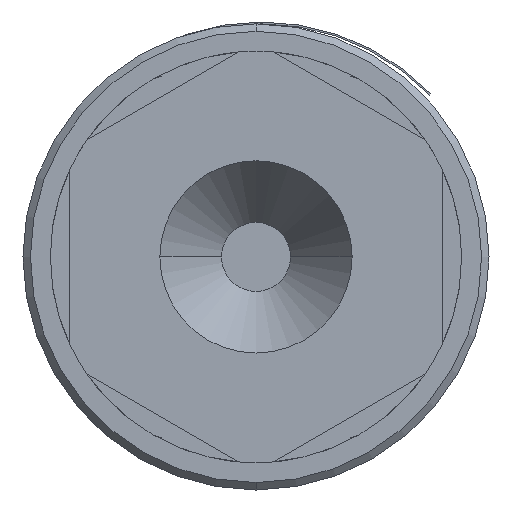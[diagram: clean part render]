
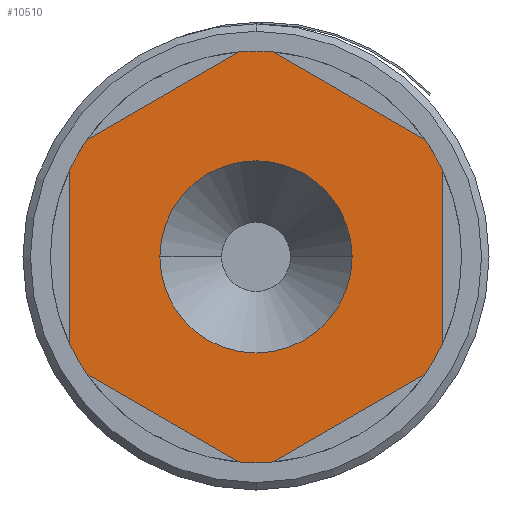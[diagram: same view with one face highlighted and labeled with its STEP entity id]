
A CAD part, front view. The second image highlights one B-rep face of the part: STEP entity #10510.
In plain terms, the highlighted free-form (B-spline) face has degree [1, 1] with [2, 2] control points.
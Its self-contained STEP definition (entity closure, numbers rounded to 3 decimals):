
#5743=CARTESIAN_POINT('',(0.,0.,0.));
#5744=DIRECTION('',(0.,0.,1.));
#5745=DIRECTION('',(-0.821,0.571,0.));
#5746=AXIS2_PLACEMENT_3D('',#5743,#5744,#5745);
#5751=DIRECTION('',(-0.866,-0.5,0.));
#5752=VECTOR('',#5751,11.93);
#5753=CARTESIAN_POINT('',(-1.171,13.959,0.));
#5754=LINE('',#5753,#5752);
#5758=CARTESIAN_POINT('',(0.,0.,0.));
#5759=DIRECTION('',(0.,0.,1.));
#5760=DIRECTION('',(0.,1.,0.));
#5761=AXIS2_PLACEMENT_3D('',#5758,#5759,#5760);
#5766=CARTESIAN_POINT('',(0.,0.,0.));
#5767=DIRECTION('',(0.,0.,1.));
#5768=DIRECTION('',(0.084,0.996,0.));
#5769=AXIS2_PLACEMENT_3D('',#5766,#5767,#5768);
#5774=DIRECTION('',(-0.866,0.5,0.));
#5775=VECTOR('',#5774,11.93);
#5776=CARTESIAN_POINT('',(11.503,7.994,0.));
#5777=LINE('',#5776,#5775);
#5781=CARTESIAN_POINT('',(0.,0.,0.));
#5782=DIRECTION('',(0.,0.,1.));
#5783=DIRECTION('',(0.905,0.426,0.));
#5784=AXIS2_PLACEMENT_3D('',#5781,#5782,#5783);
#5789=CARTESIAN_POINT('',(0.,0.,0.));
#5790=DIRECTION('',(0.,0.,1.));
#5791=DIRECTION('',(0.821,-0.571,0.));
#5792=AXIS2_PLACEMENT_3D('',#5789,#5790,#5791);
#5797=DIRECTION('',(0.866,0.5,0.));
#5798=VECTOR('',#5797,11.93);
#5799=CARTESIAN_POINT('',(1.171,-13.959,0.));
#5800=LINE('',#5799,#5798);
#5804=CARTESIAN_POINT('',(0.,0.,0.));
#5805=DIRECTION('',(0.,0.,1.));
#5806=DIRECTION('',(0.,-1.,0.));
#5807=AXIS2_PLACEMENT_3D('',#5804,#5805,#5806);
#5812=CARTESIAN_POINT('',(0.,0.,0.));
#5813=DIRECTION('',(0.,0.,1.));
#5814=DIRECTION('',(-0.084,-0.996,0.));
#5815=AXIS2_PLACEMENT_3D('',#5812,#5813,#5814);
#5820=DIRECTION('',(0.866,-0.5,0.));
#5821=VECTOR('',#5820,11.93);
#5822=CARTESIAN_POINT('',(-11.503,-7.994,0.));
#5823=LINE('',#5822,#5821);
#5827=CARTESIAN_POINT('',(0.,0.,0.));
#5828=DIRECTION('',(0.,0.,1.));
#5829=DIRECTION('',(-0.905,-0.426,0.));
#5830=AXIS2_PLACEMENT_3D('',#5827,#5828,#5829);
#5835=CARTESIAN_POINT('',(0.,0.,0.));
#5836=DIRECTION('',(0.,0.,-1.));
#5837=DIRECTION('',(-1.,0.,0.));
#5838=AXIS2_PLACEMENT_3D('',#5835,#5836,#5837);
#5843=CARTESIAN_POINT('',(0.,0.,0.));
#5844=DIRECTION('',(0.,0.,-1.));
#5845=DIRECTION('',(1.,0.,0.));
#5846=AXIS2_PLACEMENT_3D('',#5843,#5844,#5845);
#6050=DIRECTION('',(0.,1.,0.));
#6051=VECTOR('',#6050,11.93);
#6052=CARTESIAN_POINT('',(-12.675,-5.965,0.));
#6053=LINE('',#6052,#6051);
#6110=DIRECTION('',(0.,-1.,0.));
#6111=VECTOR('',#6110,11.93);
#6112=CARTESIAN_POINT('',(12.675,5.965,0.));
#6113=LINE('',#6112,#6111);
#6954=CARTESIAN_POINT('',(-1.171,13.959,0.));
#6955=CARTESIAN_POINT('',(-11.503,7.994,0.));
#6956=VERTEX_POINT('',#6954);
#6957=VERTEX_POINT('',#6955);
#6958=CARTESIAN_POINT('',(-12.675,-5.965,0.));
#6960=VERTEX_POINT('',#6958);
#6987=CARTESIAN_POINT('',(1.171,-13.959,0.));
#6988=CARTESIAN_POINT('',(11.503,-7.994,0.));
#6989=VERTEX_POINT('',#6987);
#6990=VERTEX_POINT('',#6988);
#6991=CARTESIAN_POINT('',(6.548,0.,0.));
#6992=CARTESIAN_POINT('',(-6.548,0.,0.));
#6993=VERTEX_POINT('',#6991);
#6994=VERTEX_POINT('',#6992);
#7065=CARTESIAN_POINT('',(1.171,13.959,0.));
#7066=CARTESIAN_POINT('',(0.,14.008,0.));
#7067=VERTEX_POINT('',#7065);
#7068=VERTEX_POINT('',#7066);
#7069=CARTESIAN_POINT('',(-11.503,-7.994,0.));
#7070=CARTESIAN_POINT('',(-1.171,-13.959,0.));
#7071=VERTEX_POINT('',#7069);
#7072=VERTEX_POINT('',#7070);
#7084=CARTESIAN_POINT('',(12.675,5.965,0.));
#7086=VERTEX_POINT('',#7084);
#7092=CARTESIAN_POINT('',(-12.675,5.965,0.));
#7093=VERTEX_POINT('',#7092);
#7094=CARTESIAN_POINT('',(0.,-14.008,0.));
#7095=VERTEX_POINT('',#7094);
#7112=CARTESIAN_POINT('',(12.675,-5.965,0.));
#7113=VERTEX_POINT('',#7112);
#7125=CARTESIAN_POINT('',(11.503,7.994,0.));
#7126=VERTEX_POINT('',#7125);
#10473=CARTESIAN_POINT('',(-13.182,14.568,0.));
#10474=CARTESIAN_POINT('',(13.182,14.568,0.));
#10475=CARTESIAN_POINT('',(-13.182,-14.568,0.));
#10476=CARTESIAN_POINT('',(13.182,-14.568,0.));
#10477=B_SPLINE_SURFACE_WITH_KNOTS('',1,1,((#10473,#10474),(#10475,#10476)),
.UNSPECIFIED.,.F.,.F.,.F.,(2,2),(2,2),(-14.568,14.568),(-13.182,
13.182),.UNSPECIFIED.);
#10479=ORIENTED_EDGE('',*,*,#10478,.F.);
#10481=ORIENTED_EDGE('',*,*,#10480,.F.);
#10483=ORIENTED_EDGE('',*,*,#10482,.F.);
#10484=ORIENTED_EDGE('',*,*,#10455,.F.);
#10486=ORIENTED_EDGE('',*,*,#10485,.F.);
#10487=ORIENTED_EDGE('',*,*,#10447,.F.);
#10489=ORIENTED_EDGE('',*,*,#10488,.T.);
#10490=ORIENTED_EDGE('',*,*,#10439,.F.);
#10492=ORIENTED_EDGE('',*,*,#10491,.F.);
#10493=ORIENTED_EDGE('',*,*,#10431,.F.);
#10495=ORIENTED_EDGE('',*,*,#10494,.F.);
#10497=ORIENTED_EDGE('',*,*,#10496,.F.);
#10499=ORIENTED_EDGE('',*,*,#10498,.F.);
#10501=ORIENTED_EDGE('',*,*,#10500,.T.);
#10502=EDGE_LOOP('',(#10479,#10481,#10483,#10484,#10486,#10487,#10489,#10490,
#10492,#10493,#10495,#10497,#10499,#10501));
#10503=FACE_OUTER_BOUND('',#10502,.F.);
#10505=ORIENTED_EDGE('',*,*,#10504,.F.);
#10507=ORIENTED_EDGE('',*,*,#10506,.F.);
#10508=EDGE_LOOP('',(#10505,#10507));
#10509=FACE_BOUND('',#10508,.F.);
#5747=CIRCLE('',#5746,14.008);
#5762=CIRCLE('',#5761,14.008);
#5770=CIRCLE('',#5769,14.008);
#5785=CIRCLE('',#5784,14.008);
#5793=CIRCLE('',#5792,14.008);
#5808=CIRCLE('',#5807,14.008);
#5816=CIRCLE('',#5815,14.008);
#5831=CIRCLE('',#5830,14.008);
#5839=CIRCLE('',#5838,6.548);
#5847=CIRCLE('',#5846,6.548);
#10431=EDGE_CURVE('',#7095,#6989,#5808,.T.);
#10439=EDGE_CURVE('',#6990,#7113,#5793,.T.);
#10447=EDGE_CURVE('',#7086,#7126,#5785,.T.);
#10455=EDGE_CURVE('',#7067,#7068,#5770,.T.);
#10478=EDGE_CURVE('',#6957,#7093,#5747,.T.);
#10480=EDGE_CURVE('',#6956,#6957,#5754,.T.);
#10482=EDGE_CURVE('',#7068,#6956,#5762,.T.);
#10485=EDGE_CURVE('',#7126,#7067,#5777,.T.);
#10488=EDGE_CURVE('',#7086,#7113,#6113,.T.);
#10491=EDGE_CURVE('',#6989,#6990,#5800,.T.);
#10494=EDGE_CURVE('',#7072,#7095,#5816,.T.);
#10496=EDGE_CURVE('',#7071,#7072,#5823,.T.);
#10498=EDGE_CURVE('',#6960,#7071,#5831,.T.);
#10500=EDGE_CURVE('',#6960,#7093,#6053,.T.);
#10504=EDGE_CURVE('',#6994,#6993,#5839,.T.);
#10506=EDGE_CURVE('',#6993,#6994,#5847,.T.);
#10510=ADVANCED_FACE('',(#10503,#10509),#10477,.T.);
